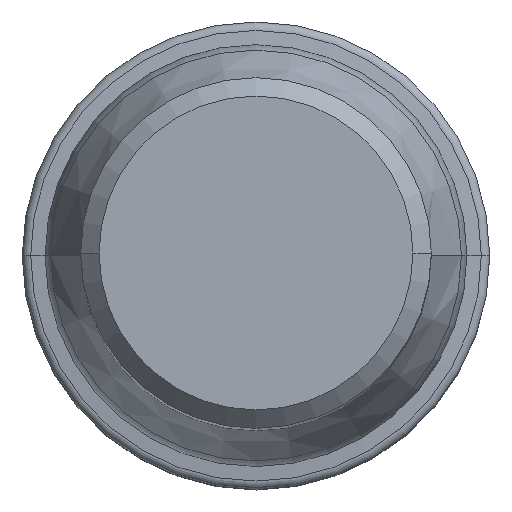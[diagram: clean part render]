
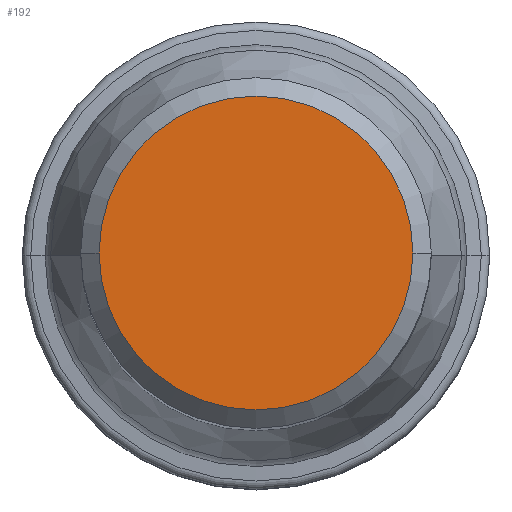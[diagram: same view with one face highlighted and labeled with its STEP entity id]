
A CAD part, top view. The second image highlights one B-rep face of the part: STEP entity #192.
In plain terms, the highlighted planar face has unit normal (0, 0, 1).
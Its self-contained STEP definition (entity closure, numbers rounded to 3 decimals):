
#129=FACE_OUTER_BOUND('',#261,.T.);
#192=ADVANCED_FACE('',(#129),#229,.F.);
#229=PLANE('',#1181);
#261=EDGE_LOOP('',(#409,#410));
#409=ORIENTED_EDGE('',*,*,#695,.T.);
#410=ORIENTED_EDGE('',*,*,#696,.T.);
#595=VERTEX_POINT('',#1910);
#596=VERTEX_POINT('',#1911);
#695=EDGE_CURVE('',#595,#596,#826,.T.);
#696=EDGE_CURVE('',#596,#595,#827,.T.);
#826=CIRCLE('',#1179,8.525);
#827=CIRCLE('',#1180,8.525);
#1179=AXIS2_PLACEMENT_3D('',#1909,#1461,#1462);
#1180=AXIS2_PLACEMENT_3D('',#1912,#1463,#1464);
#1181=AXIS2_PLACEMENT_3D('',#1913,#1465,#1466);
#1461=DIRECTION('',(0.,0.,1.));
#1462=DIRECTION('',(-1.,0.,0.));
#1463=DIRECTION('',(0.,0.,1.));
#1464=DIRECTION('',(1.,0.,0.));
#1465=DIRECTION('',(0.,0.,-1.));
#1466=DIRECTION('',(1.,0.,0.));
#1909=CARTESIAN_POINT('',(0.,0.,0.));
#1910=CARTESIAN_POINT('',(-8.525,0.,0.));
#1911=CARTESIAN_POINT('',(8.525,0.,0.));
#1912=CARTESIAN_POINT('',(0.,0.,0.));
#1913=CARTESIAN_POINT('',(0.,0.,0.));
